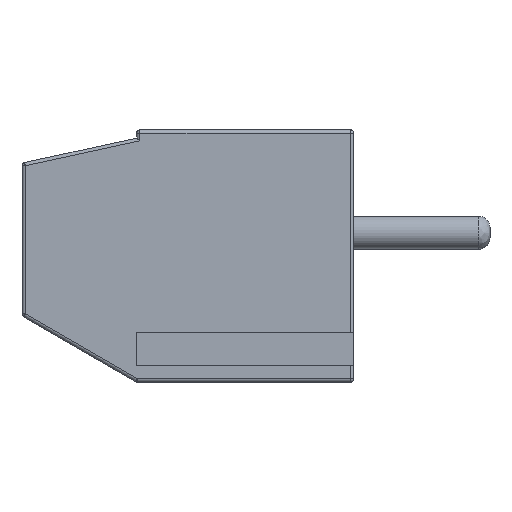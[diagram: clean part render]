
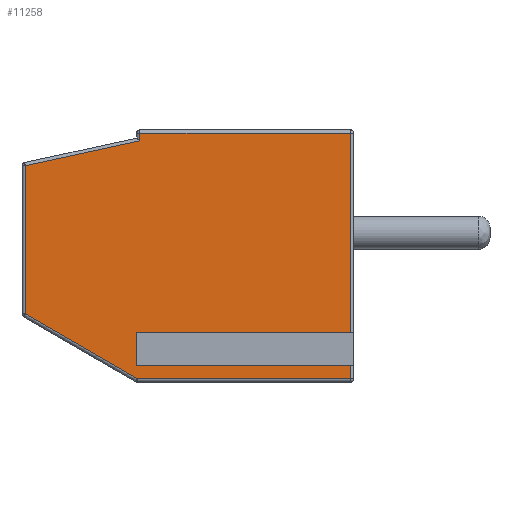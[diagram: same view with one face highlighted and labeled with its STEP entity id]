
A CAD part, left-side view. The second image highlights one B-rep face of the part: STEP entity #11258.
In plain terms, the highlighted planar face has unit normal (-1, 0, 0).
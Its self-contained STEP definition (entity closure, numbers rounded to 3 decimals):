
#63=DIRECTION('',(0.,0.,-1.));
#64=VECTOR('',#63,0.231);
#65=CARTESIAN_POINT('',(-12.5,1.45,3.));
#66=LINE('',#65,#64);
#71=DIRECTION('',(0.,1.,0.));
#72=VECTOR('',#71,6.35);
#73=CARTESIAN_POINT('',(-12.5,-4.9,3.));
#74=LINE('',#73,#72);
#78=DIRECTION('',(0.,0.,1.));
#79=VECTOR('',#78,6.186);
#80=CARTESIAN_POINT('',(-12.5,-4.9,-3.186));
#81=LINE('',#80,#79);
#85=DIRECTION('',(0.,1.,0.));
#86=VECTOR('',#85,6.45);
#87=CARTESIAN_POINT('',(-12.5,-4.9,-3.186));
#88=LINE('',#87,#86);
#92=DIRECTION('',(0.,0.,-1.));
#93=VECTOR('',#92,0.628);
#94=CARTESIAN_POINT('',(-12.5,1.55,-3.186));
#95=LINE('',#94,#93);
#99=DIRECTION('',(0.,1.,0.));
#100=VECTOR('',#99,6.45);
#101=CARTESIAN_POINT('',(-12.5,-4.9,-3.814));
#102=LINE('',#101,#100);
#106=DIRECTION('',(0.,0.,1.));
#107=VECTOR('',#106,0.586);
#108=CARTESIAN_POINT('',(-12.5,-4.9,-4.4));
#109=LINE('',#108,#107);
#113=DIRECTION('',(0.,-1.,0.));
#114=VECTOR('',#113,6.423);
#115=CARTESIAN_POINT('',(-12.5,1.523,-4.4));
#116=LINE('',#115,#114);
#120=DIRECTION('',(0.,-0.865,-0.502));
#121=VECTOR('',#120,3.903);
#122=CARTESIAN_POINT('',(-12.5,4.9,-2.442));
#123=LINE('',#122,#121);
#127=DIRECTION('',(0.,0.,-1.));
#128=VECTOR('',#127,4.462);
#129=CARTESIAN_POINT('',(-12.5,4.9,2.019));
#130=LINE('',#129,#128);
#134=DIRECTION('',(0.,0.977,-0.212));
#135=VECTOR('',#134,3.531);
#136=CARTESIAN_POINT('',(-12.5,1.45,2.769));
#137=LINE('',#136,#135);
#4684=CARTESIAN_POINT('',(-12.5,-4.9,-3.186));
#10313=CARTESIAN_POINT('',(-12.5,1.45,3.));
#10314=CARTESIAN_POINT('',(-12.5,1.45,2.769));
#10315=VERTEX_POINT('',#10313);
#10316=VERTEX_POINT('',#10314);
#10317=CARTESIAN_POINT('',(-12.5,4.9,2.019));
#10318=VERTEX_POINT('',#10317);
#10323=CARTESIAN_POINT('',(-12.5,4.9,-2.442));
#10324=VERTEX_POINT('',#10323);
#10329=CARTESIAN_POINT('',(-12.5,1.523,-4.4));
#10330=VERTEX_POINT('',#10329);
#10335=CARTESIAN_POINT('',(-12.5,-4.9,-4.4));
#10336=VERTEX_POINT('',#10335);
#10341=CARTESIAN_POINT('',(-12.5,-4.9,-3.814));
#10342=VERTEX_POINT('',#10341);
#10345=CARTESIAN_POINT('',(-12.5,-4.9,3.));
#10346=VERTEX_POINT('',#10345);
#10394=VERTEX_POINT('',#4684);
#10435=CARTESIAN_POINT('',(-12.5,1.55,-3.186));
#10436=CARTESIAN_POINT('',(-12.5,1.55,-3.814));
#10437=VERTEX_POINT('',#10435);
#10438=VERTEX_POINT('',#10436);
#11229=CARTESIAN_POINT('',(-12.5,0.,0.));
#11230=DIRECTION('',(1.,0.,0.));
#11231=DIRECTION('',(0.,-1.,0.));
#11232=AXIS2_PLACEMENT_3D('',#11229,#11230,#11231);
#11233=PLANE('',#11232);
#11235=ORIENTED_EDGE('',*,*,#11234,.F.);
#11237=ORIENTED_EDGE('',*,*,#11236,.F.);
#11239=ORIENTED_EDGE('',*,*,#11238,.F.);
#11241=ORIENTED_EDGE('',*,*,#11240,.T.);
#11243=ORIENTED_EDGE('',*,*,#11242,.T.);
#11245=ORIENTED_EDGE('',*,*,#11244,.F.);
#11247=ORIENTED_EDGE('',*,*,#11246,.F.);
#11249=ORIENTED_EDGE('',*,*,#11248,.F.);
#11251=ORIENTED_EDGE('',*,*,#11250,.F.);
#11253=ORIENTED_EDGE('',*,*,#11252,.F.);
#11255=ORIENTED_EDGE('',*,*,#11254,.F.);
#11256=EDGE_LOOP('',(#11235,#11237,#11239,#11241,#11243,#11245,#11247,#11249,
#11251,#11253,#11255));
#11257=FACE_OUTER_BOUND('',#11256,.F.);
#11258=ADVANCED_FACE('',(#11257),#11233,.F.);
#11234=EDGE_CURVE('',#10315,#10316,#66,.T.);
#11236=EDGE_CURVE('',#10346,#10315,#74,.T.);
#11238=EDGE_CURVE('',#10394,#10346,#81,.T.);
#11240=EDGE_CURVE('',#10394,#10437,#88,.T.);
#11242=EDGE_CURVE('',#10437,#10438,#95,.T.);
#11244=EDGE_CURVE('',#10342,#10438,#102,.T.);
#11246=EDGE_CURVE('',#10336,#10342,#109,.T.);
#11248=EDGE_CURVE('',#10330,#10336,#116,.T.);
#11250=EDGE_CURVE('',#10324,#10330,#123,.T.);
#11252=EDGE_CURVE('',#10318,#10324,#130,.T.);
#11254=EDGE_CURVE('',#10316,#10318,#137,.T.);
